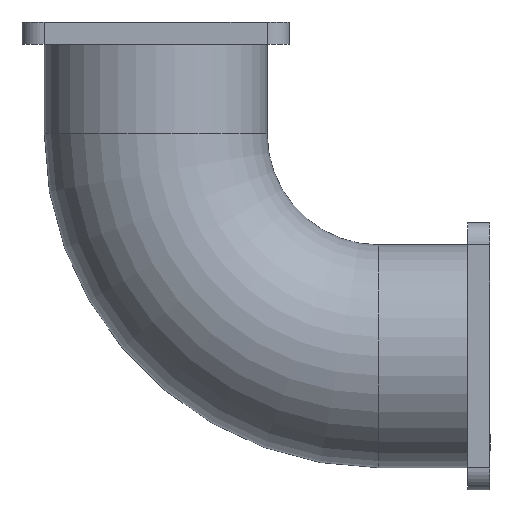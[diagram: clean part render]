
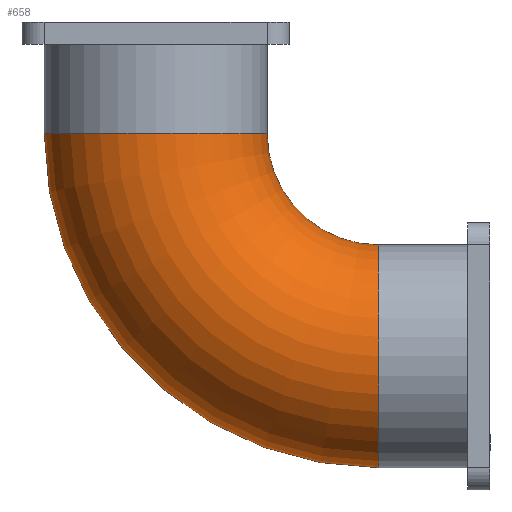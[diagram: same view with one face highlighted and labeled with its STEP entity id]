
A CAD part, front view. The second image highlights one B-rep face of the part: STEP entity #658.
In plain terms, the highlighted toroidal (fillet/blend) face has major radius 100 mm and minor radius 50 mm.
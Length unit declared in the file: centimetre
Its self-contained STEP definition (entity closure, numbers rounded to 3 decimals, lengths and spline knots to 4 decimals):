
#16=TOROIDAL_SURFACE('',#750,10.,5.);
#100=FACE_OUTER_BOUND('',#156,.T.);
#156=EDGE_LOOP('',(#605,#606,#607,#608));
#294=CIRCLE('',#749,5.);
#295=CIRCLE('',#751,5.);
#296=CIRCLE('',#752,5.);
#353=VERTEX_POINT('',#1135);
#354=VERTEX_POINT('',#1139);
#438=EDGE_CURVE('',#353,#353,#294,.T.);
#439=EDGE_CURVE('',#353,#354,#295,.T.);
#440=EDGE_CURVE('',#354,#354,#296,.T.);
#605=ORIENTED_EDGE('',*,*,#438,.F.);
#606=ORIENTED_EDGE('',*,*,#439,.T.);
#607=ORIENTED_EDGE('',*,*,#440,.T.);
#608=ORIENTED_EDGE('',*,*,#439,.F.);
#658=ADVANCED_FACE('',(#100),#16,.T.);
#749=AXIS2_PLACEMENT_3D('',#1137,#945,#946);
#750=AXIS2_PLACEMENT_3D('',#1138,#947,#948);
#751=AXIS2_PLACEMENT_3D('',#1140,#949,#950);
#752=AXIS2_PLACEMENT_3D('',#1141,#951,#952);
#945=DIRECTION('center_axis',(1.,0.,0.));
#946=DIRECTION('ref_axis',(0.,0.,-1.));
#947=DIRECTION('center_axis',(0.,-1.,0.));
#948=DIRECTION('ref_axis',(0.,0.,-1.));
#949=DIRECTION('center_axis',(0.,1.,0.));
#950=DIRECTION('ref_axis',(0.,0.,-1.));
#951=DIRECTION('center_axis',(0.,0.,-1.));
#952=DIRECTION('ref_axis',(-1.,0.,0.));
#1135=CARTESIAN_POINT('',(10.,0.,5.));
#1137=CARTESIAN_POINT('Origin',(10.,0.,0.));
#1138=CARTESIAN_POINT('Origin',(10.,0.,10.));
#1139=CARTESIAN_POINT('',(5.,0.,10.));
#1140=CARTESIAN_POINT('Origin',(10.,0.,10.));
#1141=CARTESIAN_POINT('Origin',(0.,0.,10.));
